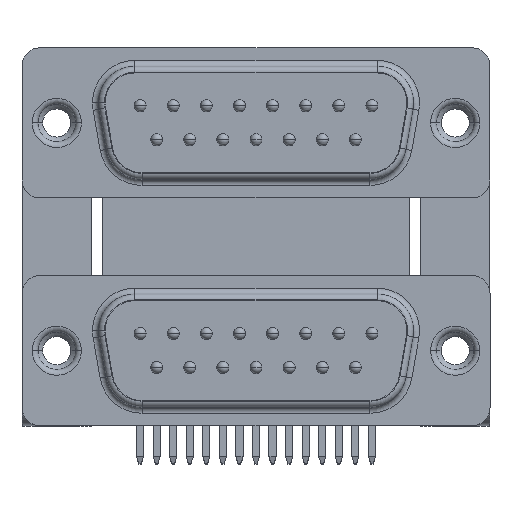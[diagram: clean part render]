
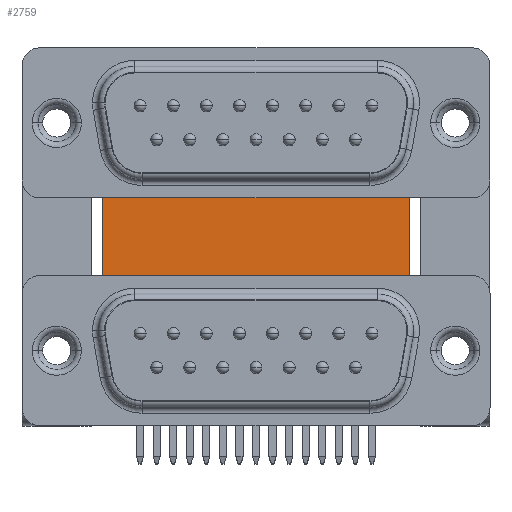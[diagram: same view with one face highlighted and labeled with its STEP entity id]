
A CAD part, top view. The second image highlights one B-rep face of the part: STEP entity #2759.
In plain terms, the highlighted planar face has unit normal (0, 0, 1).
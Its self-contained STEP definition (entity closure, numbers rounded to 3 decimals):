
#241 = CARTESIAN_POINT ( 'NONE',  ( 11.875, 4.275, -12.8 ) ) ;
#386 = CARTESIAN_POINT ( 'NONE',  ( -12.876, 13.322, -12.8 ) ) ;
#387 = CARTESIAN_POINT ( 'NONE',  ( -11.875, 4.275, -12.8 ) ) ;
#398 = CARTESIAN_POINT ( 'NONE',  ( 12.875, 3.275, -12.8 ) ) ;
#416 = CARTESIAN_POINT ( 'NONE',  ( -12.875, -5.075, -12.8 ) ) ;
#453 = CARTESIAN_POINT ( 'NONE',  ( -12.875, 3.275, -12.8 ) ) ;
#467 = CARTESIAN_POINT ( 'NONE',  ( 12.875, -5.075, -12.8 ) ) ;
#495 = CARTESIAN_POINT ( 'NONE',  ( -12.876, -5.075, -12.8 ) ) ;
#513 = CARTESIAN_POINT ( 'NONE',  ( -12.875, 13.322, -12.8 ) ) ;
#514 = CARTESIAN_POINT ( 'NONE',  ( 12.876, 13.322, -12.8 ) ) ;
#528 = CARTESIAN_POINT ( 'NONE',  ( 12.875, 13.322, -12.8 ) ) ;
#532 = CARTESIAN_POINT ( 'NONE',  ( 12.876, -3.875, -12.8 ) ) ;
#545 = CARTESIAN_POINT ( 'NONE',  ( -12.876, -3.875, -12.8 ) ) ;
#546 = CARTESIAN_POINT ( 'NONE',  ( 12.876, -5.075, -12.8 ) ) ;
#2022 = DIRECTION ( 'NONE',  ( 0., 1., 0. ) ) ;
#2023 = DIRECTION ( 'NONE',  ( 0., 0., -1. ) ) ;
#2024 = CARTESIAN_POINT ( 'NONE',  ( -12.876, 13.322, -12.8 ) ) ;
#2032 = PLANE ( 'NONE',  #14790 ) ;
#2759 = ADVANCED_FACE ( 'NONE', ( #12981 ), #2032, .F. ) ;
#5321 = DIRECTION ( 'NONE',  ( 0., 1., 0. ) ) ;
#5323 = CARTESIAN_POINT ( 'NONE',  ( 12.876, 13.322, -12.8 ) ) ;
#5407 = DIRECTION ( 'NONE',  ( 0., 1., 0. ) ) ;
#5415 = CARTESIAN_POINT ( 'NONE',  ( 12.876, 13.322, -12.8 ) ) ;
#5979 = LINE ( 'NONE', #11419, #5984 ) ;
#5984 = VECTOR ( 'NONE', #11405, 1000. ) ;
#6006 = LINE ( 'NONE', #9053, #6013 ) ;
#6013 = VECTOR ( 'NONE', #9014, 1000. ) ;
#6036 = LINE ( 'NONE', #8614, #6039 ) ;
#6039 = VECTOR ( 'NONE', #8596, 1000. ) ;
#6202 = LINE ( 'NONE', #9234, #6204 ) ;
#6204 = VECTOR ( 'NONE', #9240, 1000. ) ;
#6221 = LINE ( 'NONE', #9200, #6229 ) ;
#6229 = VECTOR ( 'NONE', #9189, 1000. ) ;
#6255 = CIRCLE ( 'NONE', #15459, 1. ) ;
#6508 = LINE ( 'NONE', #8759, #6518 ) ;
#6518 = VECTOR ( 'NONE', #8749, 1000. ) ;
#8456 = EDGE_CURVE ( 'NONE', #17005, #17129, #16019, .T. ) ;
#8554 = EDGE_CURVE ( 'NONE', #17014, #16917, #16186, .T. ) ;
#8596 = DIRECTION ( 'NONE',  ( 1., 0., 0. ) ) ;
#8614 = CARTESIAN_POINT ( 'NONE',  ( 12.875, 4.275, -12.8 ) ) ;
#8749 = DIRECTION ( 'NONE',  ( 0., 1., 0. ) ) ;
#8759 = CARTESIAN_POINT ( 'NONE',  ( -12.876, 13.322, -12.8 ) ) ;
#9014 = DIRECTION ( 'NONE',  ( 1., 0., 0. ) ) ;
#9053 = CARTESIAN_POINT ( 'NONE',  ( -12.876, 13.322, -12.8 ) ) ;
#9152 = DIRECTION ( 'NONE',  ( 0., 1., 0. ) ) ;
#9153 = DIRECTION ( 'NONE',  ( 0., 0., 1. ) ) ;
#9154 = CARTESIAN_POINT ( 'NONE',  ( -11.875, 3.275, -12.8 ) ) ;
#9189 = DIRECTION ( 'NONE',  ( 1., 0., 0. ) ) ;
#9200 = CARTESIAN_POINT ( 'NONE',  ( -12.876, 13.322, -12.8 ) ) ;
#9234 = CARTESIAN_POINT ( 'NONE',  ( -12.876, -5.075, -12.8 ) ) ;
#9240 = DIRECTION ( 'NONE',  ( -1., 0., 0. ) ) ;
#9416 = EDGE_CURVE ( 'NONE', #16892, #17014, #16255, .T. ) ;
#9509 = EDGE_CURVE ( 'NONE', #17005, #16717, #16382, .T. ) ;
#9624 = EDGE_CURVE ( 'NONE', #16990, #16930, #16571, .T. ) ;
#9788 = EDGE_CURVE ( 'NONE', #16990, #16720, #5979, .T. ) ;
#9804 = EDGE_CURVE ( 'NONE', #16917, #16904, #6006, .T. ) ;
#9820 = EDGE_CURVE ( 'NONE', #17013, #17129, #6036, .T. ) ;
#9917 = EDGE_CURVE ( 'NONE', #16891, #16717, #6202, .T. ) ;
#9933 = EDGE_CURVE ( 'NONE', #16904, #16916, #6221, .T. ) ;
#9949 = EDGE_CURVE ( 'NONE', #17013, #16720, #6255, .T. ) ;
#10101 = EDGE_CURVE ( 'NONE', #16930, #16892, #6508, .T. ) ;
#10417 = EDGE_CURVE ( 'NONE', #16891, #16902, #18002, .T. ) ;
#10449 = EDGE_CURVE ( 'NONE', #16902, #16916, #18058, .T. ) ;
#11405 = DIRECTION ( 'NONE',  ( 0., 1., 0. ) ) ;
#11419 = CARTESIAN_POINT ( 'NONE',  ( -12.875, 4.275, -12.8 ) ) ;
#11659 = EDGE_LOOP ( 'NONE', ( #14136, #14135, #14134, #14133, #14132, #14131, #14130, #14129, #14128, #14127, #14126, #14125, #14124, #14123 ) ) ;
#11933 = CARTESIAN_POINT ( 'NONE',  ( -12.876, -5.075, -12.8 ) ) ;
#11948 = DIRECTION ( 'NONE',  ( -1., 0., 0. ) ) ;
#11997 = DIRECTION ( 'NONE',  ( 0., -1., 0. ) ) ;
#12008 = CARTESIAN_POINT ( 'NONE',  ( 12.875, 4.275, -12.8 ) ) ;
#12981 = FACE_OUTER_BOUND ( 'NONE', #11659, .T. ) ;
#14123 = ORIENTED_EDGE ( 'NONE', *, *, #9509, .T. ) ;
#14124 = ORIENTED_EDGE ( 'NONE', *, *, #8456, .F. ) ;
#14125 = ORIENTED_EDGE ( 'NONE', *, *, #9820, .T. ) ;
#14126 = ORIENTED_EDGE ( 'NONE', *, *, #9949, .F. ) ;
#14127 = ORIENTED_EDGE ( 'NONE', *, *, #9788, .T. ) ;
#14128 = ORIENTED_EDGE ( 'NONE', *, *, #9624, .F. ) ;
#14129 = ORIENTED_EDGE ( 'NONE', *, *, #10101, .F. ) ;
#14130 = ORIENTED_EDGE ( 'NONE', *, *, #9416, .F. ) ;
#14131 = ORIENTED_EDGE ( 'NONE', *, *, #8554, .F. ) ;
#14132 = ORIENTED_EDGE ( 'NONE', *, *, #9804, .F. ) ;
#14133 = ORIENTED_EDGE ( 'NONE', *, *, #9933, .F. ) ;
#14134 = ORIENTED_EDGE ( 'NONE', *, *, #10449, .T. ) ;
#14135 = ORIENTED_EDGE ( 'NONE', *, *, #10417, .T. ) ;
#14136 = ORIENTED_EDGE ( 'NONE', *, *, #9917, .F. ) ;
#14790 = AXIS2_PLACEMENT_3D ( 'NONE', #2024, #2023, #2022 ) ;
#15242 = AXIS2_PLACEMENT_3D ( 'NONE', #20238, #20235, #20233 ) ;
#15459 = AXIS2_PLACEMENT_3D ( 'NONE', #9154, #9153, #9152 ) ;
#16019 = CIRCLE ( 'NONE', #15242, 1. ) ;
#16186 = LINE ( 'NONE', #17682, #16188 ) ;
#16188 = VECTOR ( 'NONE', #17714, 1000. ) ;
#16255 = LINE ( 'NONE', #17293, #16262 ) ;
#16262 = VECTOR ( 'NONE', #17269, 1000. ) ;
#16382 = LINE ( 'NONE', #12008, #16386 ) ;
#16386 = VECTOR ( 'NONE', #11997, 1000. ) ;
#16571 = LINE ( 'NONE', #11933, #16579 ) ;
#16579 = VECTOR ( 'NONE', #11948, 1000. ) ;
#16717 = VERTEX_POINT ( 'NONE', #467 ) ;
#16720 = VERTEX_POINT ( 'NONE', #453 ) ;
#16891 = VERTEX_POINT ( 'NONE', #546 ) ;
#16892 = VERTEX_POINT ( 'NONE', #545 ) ;
#16902 = VERTEX_POINT ( 'NONE', #532 ) ;
#16904 = VERTEX_POINT ( 'NONE', #528 ) ;
#16916 = VERTEX_POINT ( 'NONE', #514 ) ;
#16917 = VERTEX_POINT ( 'NONE', #513 ) ;
#16930 = VERTEX_POINT ( 'NONE', #495 ) ;
#16990 = VERTEX_POINT ( 'NONE', #416 ) ;
#17005 = VERTEX_POINT ( 'NONE', #398 ) ;
#17013 = VERTEX_POINT ( 'NONE', #387 ) ;
#17014 = VERTEX_POINT ( 'NONE', #386 ) ;
#17129 = VERTEX_POINT ( 'NONE', #241 ) ;
#17269 = DIRECTION ( 'NONE',  ( 0., 1., 0. ) ) ;
#17293 = CARTESIAN_POINT ( 'NONE',  ( -12.876, 13.322, -12.8 ) ) ;
#17682 = CARTESIAN_POINT ( 'NONE',  ( -12.876, 13.322, -12.8 ) ) ;
#17714 = DIRECTION ( 'NONE',  ( 1., 0., 0. ) ) ;
#18002 = LINE ( 'NONE', #5415, #18011 ) ;
#18011 = VECTOR ( 'NONE', #5407, 1000. ) ;
#18058 = LINE ( 'NONE', #5323, #18060 ) ;
#18060 = VECTOR ( 'NONE', #5321, 1000. ) ;
#20233 = DIRECTION ( 'NONE',  ( 0., 1., 0. ) ) ;
#20235 = DIRECTION ( 'NONE',  ( 0., 0., 1. ) ) ;
#20238 = CARTESIAN_POINT ( 'NONE',  ( 11.875, 3.275, -12.8 ) ) ;
